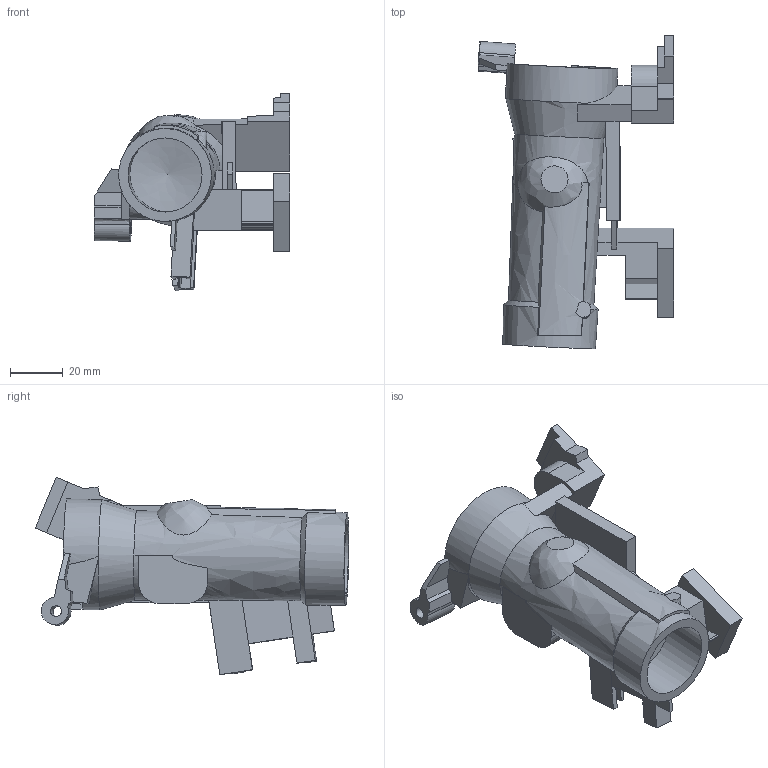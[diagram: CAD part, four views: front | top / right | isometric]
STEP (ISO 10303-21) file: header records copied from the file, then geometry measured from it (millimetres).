
FILE_DESCRIPTION(('STEP AP214'),'1');
FILE_NAME('22jm.stp','2019-05-31T02:55:28',(' '),(' '),'Spatial InterOp 3D',' ',' ');
FILE_SCHEMA(('automotive_design'));
Length unit declared in the file: millimetre
Products named in the file (1): 1
Bounding box: 74.48 x 119.14 x 75.15 mm (x, y, z)
Volume: 105427.9 mm3; surface area: 32755.9 mm2
Topology: 1 solids, 2 shells, 155 faces, 452 edges, 298 vertices
Faces by surface type: bspline 155
Entity records: 5472 total; most frequent: CARTESIAN_POINT 1920, ORIENTED_EDGE 858, DIRECTION 508, EDGE_CURVE 429, VERTEX_POINT 289, LINE 284, VECTOR 284, EDGE_LOOP 171
